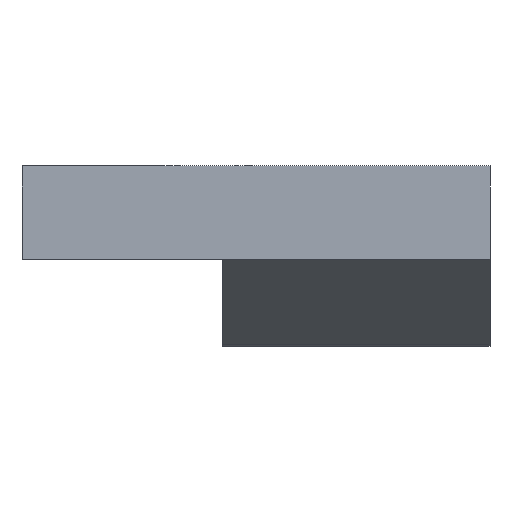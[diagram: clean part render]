
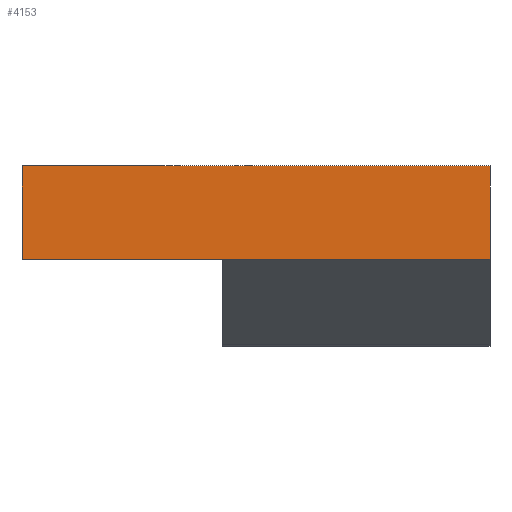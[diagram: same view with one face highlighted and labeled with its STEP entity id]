
A CAD part, front view. The second image highlights one B-rep face of the part: STEP entity #4153.
In plain terms, the highlighted planar face has unit normal (0, -1, 0).
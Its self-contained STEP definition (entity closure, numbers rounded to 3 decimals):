
#130=FACE_OUTER_BOUND('',#410,.T.);
#410=EDGE_LOOP('',(#3164,#3165,#3166,#3167));
#683=LINE('',#6003,#1241);
#872=LINE('',#6435,#1430);
#875=LINE('',#6440,#1433);
#925=LINE('',#6539,#1483);
#1241=VECTOR('',#4762,10.);
#1430=VECTOR('',#5125,10.);
#1433=VECTOR('',#5130,10.);
#1483=VECTOR('',#5198,10.);
#1799=VERTEX_POINT('',#6000);
#1800=VERTEX_POINT('',#6002);
#1956=VERTEX_POINT('',#6434);
#1957=VERTEX_POINT('',#6439);
#2115=EDGE_CURVE('',#1800,#1799,#683,.T.);
#2332=EDGE_CURVE('',#1956,#1800,#872,.T.);
#2335=EDGE_CURVE('',#1957,#1956,#875,.T.);
#2385=EDGE_CURVE('',#1799,#1957,#925,.T.);
#3164=ORIENTED_EDGE('',*,*,#2115,.T.);
#3165=ORIENTED_EDGE('',*,*,#2385,.T.);
#3166=ORIENTED_EDGE('',*,*,#2335,.T.);
#3167=ORIENTED_EDGE('',*,*,#2332,.T.);
#3877=PLANE('',#4473);
#4153=ADVANCED_FACE('',(#130),#3877,.T.);
#4473=AXIS2_PLACEMENT_3D('',#6556,#5215,#5216);
#4762=DIRECTION('',(-1.,0.,0.));
#5125=DIRECTION('',(0.,0.,1.));
#5130=DIRECTION('',(1.,0.,0.));
#5198=DIRECTION('',(0.,0.,-1.));
#5215=DIRECTION('center_axis',(0.,-1.,0.));
#5216=DIRECTION('ref_axis',(0.,0.,-1.));
#6000=CARTESIAN_POINT('',(804.94,450.,98.477));
#6002=CARTESIAN_POINT('',(839.939,450.,98.477));
#6003=CARTESIAN_POINT('',(830.005,450.,98.477));
#6434=CARTESIAN_POINT('',(839.939,450.,91.477));
#6435=CARTESIAN_POINT('',(839.939,450.,98.477));
#6439=CARTESIAN_POINT('',(804.94,450.,91.477));
#6440=CARTESIAN_POINT('',(766.814,450.,91.477));
#6539=CARTESIAN_POINT('',(804.94,450.,93.477));
#6556=CARTESIAN_POINT('Origin',(843.414,450.,91.477));
